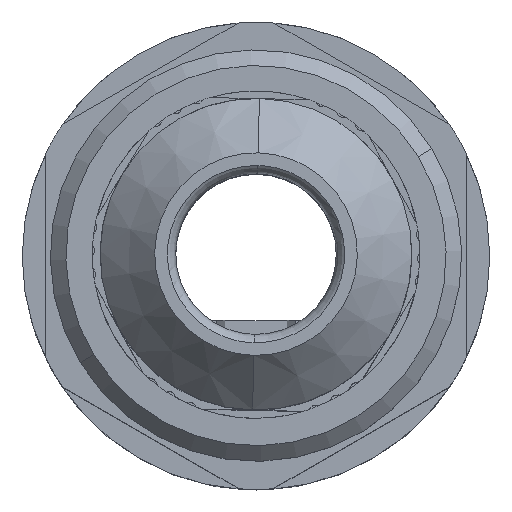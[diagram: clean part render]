
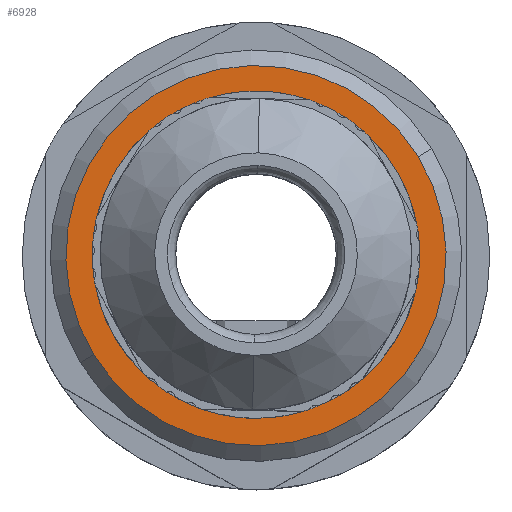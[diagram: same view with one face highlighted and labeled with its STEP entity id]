
A CAD part, top view. The second image highlights one B-rep face of the part: STEP entity #6928.
In plain terms, the highlighted planar face has unit normal (0, 0, 1).
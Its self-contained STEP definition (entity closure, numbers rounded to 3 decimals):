
#6890=AXIS2_PLACEMENT_3D('Plane Axis2P3D',#6887,#6888,#6889) ;
#6894=AXIS2_PLACEMENT_3D('Circle Axis2P3D',#6892,#6893,$) ;
#6903=AXIS2_PLACEMENT_3D('Circle Axis2P3D',#6901,#6902,$) ;
#6912=AXIS2_PLACEMENT_3D('Circle Axis2P3D',#6910,#6911,$) ;
#6921=AXIS2_PLACEMENT_3D('Circle Axis2P3D',#6919,#6920,$) ;
#6887=CARTESIAN_POINT('Axis2P3D Location',(9.867,6.109,24.)) ;
#6892=CARTESIAN_POINT('Axis2P3D Location',(15.,15.,24.)) ;
#6896=CARTESIAN_POINT('Vertex',(25.419,21.348,24.)) ;
#6898=CARTESIAN_POINT('Vertex',(4.581,8.652,24.)) ;
#6901=CARTESIAN_POINT('Axis2P3D Location',(15.,15.,24.)) ;
#6910=CARTESIAN_POINT('Axis2P3D Location',(15.,15.,24.)) ;
#6914=CARTESIAN_POINT('Vertex',(23.768,20.342,24.)) ;
#6916=CARTESIAN_POINT('Vertex',(6.232,9.658,24.)) ;
#6919=CARTESIAN_POINT('Axis2P3D Location',(15.,15.,24.)) ;
#6888=DIRECTION('Axis2P3D Direction',(0.,0.,-1.)) ;
#6889=DIRECTION('Axis2P3D XDirection',(-0.866,0.5,0.)) ;
#6893=DIRECTION('Axis2P3D Direction',(0.,0.,-1.)) ;
#6902=DIRECTION('Axis2P3D Direction',(0.,0.,-1.)) ;
#6911=DIRECTION('Axis2P3D Direction',(0.,0.,-1.)) ;
#6920=DIRECTION('Axis2P3D Direction',(0.,0.,-1.)) ;
#6907=ORIENTED_EDGE('',*,*,#6900,.F.) ;
#6908=ORIENTED_EDGE('',*,*,#6905,.F.) ;
#6925=ORIENTED_EDGE('',*,*,#6918,.T.) ;
#6926=ORIENTED_EDGE('',*,*,#6923,.T.) ;
#6927=FACE_BOUND('',#6924,.T.) ;
#6928=ADVANCED_FACE('Hauptkoerper',(#6909,#6927),#6891,.F.) ;
#6895=CIRCLE('generated circle',#6894,12.2) ;
#6904=CIRCLE('generated circle',#6903,12.2) ;
#6913=CIRCLE('generated circle',#6912,10.267) ;
#6922=CIRCLE('generated circle',#6921,10.267) ;
#6900=EDGE_CURVE('',#6897,#6899,#6895,.T.) ;
#6905=EDGE_CURVE('',#6899,#6897,#6904,.T.) ;
#6918=EDGE_CURVE('',#6915,#6917,#6913,.T.) ;
#6923=EDGE_CURVE('',#6917,#6915,#6922,.T.) ;
#6906=EDGE_LOOP('',(#6907,#6908)) ;
#6924=EDGE_LOOP('',(#6925,#6926)) ;
#6909=FACE_OUTER_BOUND('',#6906,.T.) ;
#6891=PLANE('',#6890) ;
#6897=VERTEX_POINT('',#6896) ;
#6899=VERTEX_POINT('',#6898) ;
#6915=VERTEX_POINT('',#6914) ;
#6917=VERTEX_POINT('',#6916) ;
